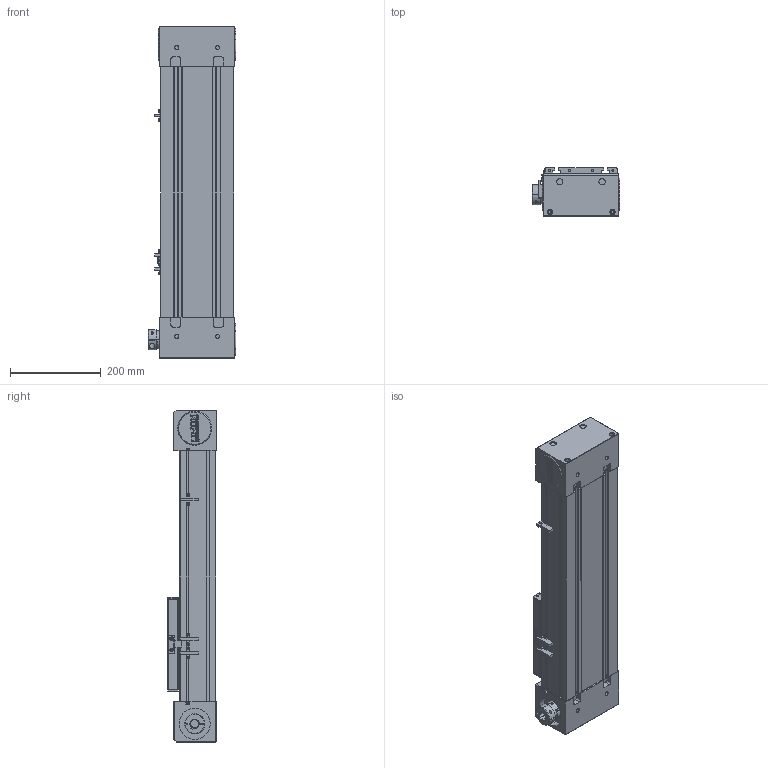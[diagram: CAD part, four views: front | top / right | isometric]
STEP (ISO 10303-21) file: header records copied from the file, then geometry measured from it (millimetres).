
FILE_DESCRIPTION (( 'STEP AP203' ), '1' );
FILE_NAME ('ITO160-D01-300.step', '2019-12-12T01:46:01', ( '' ), ( '' ), 'SwSTEP 2.0', 'SolidWorks 2016', '' );
FILE_SCHEMA (( 'CONFIG_CONTROL_DESIGN' ));
Length unit declared in the file: millimetre
Products named in the file (16): 鞠褒蹟譫A撰睿B撰M3-kg; 内六角圆柱头螺钉M3×8-kg; ITO160-肮祭謫釱KG; 嫖萇羲壽; PART-8005-TO; I80_滅鳥裔-kg; ITO160-肮祭謫釱KG2; I80(100)_癹弇結え-kg; 嫖萇羲壽-EX672-kg; ITO160-倰第KG; 内六角平圆头螺钉M4×8-kg; ITO160-奻賑輸-kg; ITO160-肮祭謫釱-kg; ITO160-翋賑輸KG; ITO160-傷裔KG; ITO160-D01-300
Assembly tree (24 placements, depth 3):
  ITO160-D01-300
    ITO160-翋賑輸KG
      I80(100)_癹弇結え-kg
      内六角平圆头螺钉M4×8-kg  x2
      ITO160-奻賑輸-kg
    ITO160-倰第KG
    ITO160-肮祭謫釱KG
      ITO160-肮祭謫釱-kg
      I80_滅鳥裔-kg
    ITO160-肮祭謫釱KG2
      ITO160-肮祭謫釱-kg
      I80_滅鳥裔-kg  x2
    嫖萇羲壽  x3
      嫖萇羲壽-EX672-kg
      内六角圆柱头螺钉M3×8-kg
      鞠褒蹟譫A撰睿B撰M3-kg
    ITO160-傷裔KG  x2
    PART-8005-TO
Bounding box: 193 x 106 x 730 mm (x, y, z)
Volume: 9630029.3 mm3; surface area: 827583.3 mm2
Topology: 29 solids, 33 shells, 2183 faces, 5738 edges, 3764 vertices
Faces by surface type: plane 1312, cylinder 324, bspline 304, cone 211, torus 28, sphere 4
Entity records: 38049 total; most frequent: CARTESIAN_POINT 11210, ORIENTED_EDGE 5344, DIRECTION 4856, EDGE_CURVE 2672, LINE 1784, VECTOR 1784, VERTEX_POINT 1752, AXIS2_PLACEMENT_3D 1536
